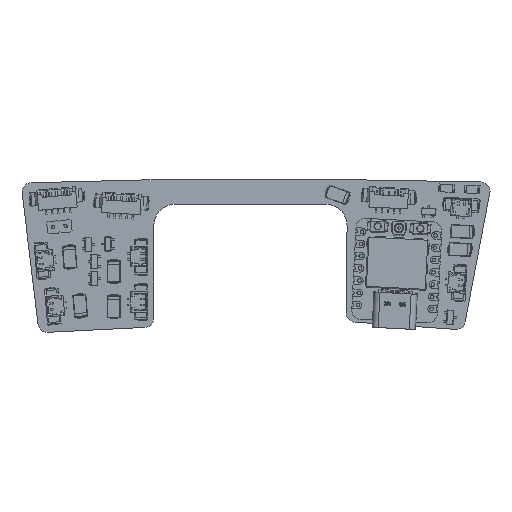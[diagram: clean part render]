
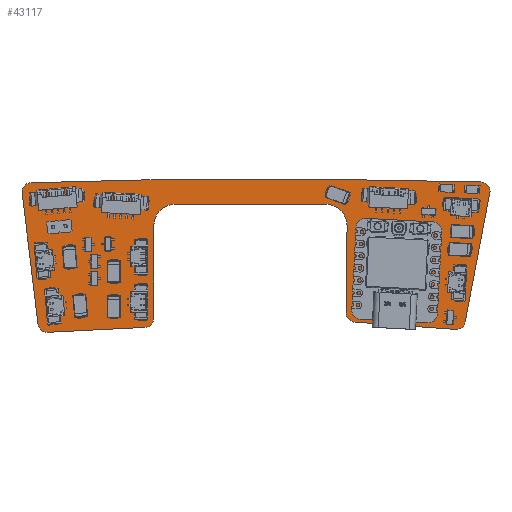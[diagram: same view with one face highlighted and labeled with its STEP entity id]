
A CAD part, top view. The second image highlights one B-rep face of the part: STEP entity #43117.
In plain terms, the highlighted planar face has unit normal (0, 0, 1).
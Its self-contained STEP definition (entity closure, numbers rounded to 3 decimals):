
#42862 = VERTEX_POINT('',#42863);
#42863 = CARTESIAN_POINT('',(46.558,15.353,0.09));
#42869 = EDGE_CURVE('',#42862,#42870,#42872,.T.);
#42870 = VERTEX_POINT('',#42871);
#42871 = CARTESIAN_POINT('',(48.463,13.448,0.09));
#42872 = CIRCLE('',#42873,1.905);
#42873 = AXIS2_PLACEMENT_3D('',#42874,#42875,#42876);
#42874 = CARTESIAN_POINT('',(46.558,13.448,0.09));
#42875 = DIRECTION('',(0.,0.,-1.));
#42876 = DIRECTION('',(0.,1.,0.));
#42904 = VERTEX_POINT('',#42905);
#42905 = CARTESIAN_POINT('',(18.949,15.812,0.09));
#42911 = EDGE_CURVE('',#42904,#42862,#42912,.T.);
#42912 = LINE('',#42913,#42914);
#42913 = CARTESIAN_POINT('',(18.949,15.812,0.09));
#42914 = VECTOR('',#42915,1.);
#42915 = DIRECTION('',(1.,-0.017,0.));
#42933 = EDGE_CURVE('',#42870,#42934,#42936,.T.);
#42934 = VERTEX_POINT('',#42935);
#42935 = CARTESIAN_POINT('',(43.383,-13.321,0.09));
#42936 = LINE('',#42937,#42938);
#42937 = CARTESIAN_POINT('',(48.463,13.448,0.09));
#42938 = VECTOR('',#42939,1.);
#42939 = DIRECTION('',(-0.186,-0.982,0.));
#43117 = ADVANCED_FACE('',(#43118,#43248,#43259),#43270,.T.);
#43118 = FACE_BOUND('',#43119,.T.);
#43119 = EDGE_LOOP('',(#43120,#43121,#43122,#43130,#43138,#43147,#43155,
    #43164,#43172,#43181,#43189,#43198,#43206,#43215,#43223,#43232,
    #43240,#43247));
#43120 = ORIENTED_EDGE('',*,*,#42869,.F.);
#43121 = ORIENTED_EDGE('',*,*,#42911,.F.);
#43122 = ORIENTED_EDGE('',*,*,#43123,.F.);
#43123 = EDGE_CURVE('',#43124,#42904,#43126,.T.);
#43124 = VERTEX_POINT('',#43125);
#43125 = CARTESIAN_POINT('',(-20.929,15.812,0.09));
#43126 = LINE('',#43127,#43128);
#43127 = CARTESIAN_POINT('',(-20.929,15.812,0.09));
#43128 = VECTOR('',#43129,1.);
#43129 = DIRECTION('',(1.,0.,0.));
#43130 = ORIENTED_EDGE('',*,*,#43131,.F.);
#43131 = EDGE_CURVE('',#43132,#43124,#43134,.T.);
#43132 = VERTEX_POINT('',#43133);
#43133 = CARTESIAN_POINT('',(-46.583,15.177,0.09));
#43134 = LINE('',#43135,#43136);
#43135 = CARTESIAN_POINT('',(-46.583,15.177,0.09));
#43136 = VECTOR('',#43137,1.);
#43137 = DIRECTION('',(1.,0.025,0.));
#43138 = ORIENTED_EDGE('',*,*,#43139,.F.);
#43139 = EDGE_CURVE('',#43140,#43132,#43142,.T.);
#43140 = VERTEX_POINT('',#43141);
#43141 = CARTESIAN_POINT('',(-48.488,13.272,0.09));
#43142 = CIRCLE('',#43143,1.905);
#43143 = AXIS2_PLACEMENT_3D('',#43144,#43145,#43146);
#43144 = CARTESIAN_POINT('',(-46.583,13.271,0.09));
#43145 = DIRECTION('',(0.,0.,-1.));
#43146 = DIRECTION('',(-1.,0.,0.));
#43147 = ORIENTED_EDGE('',*,*,#43148,.F.);
#43148 = EDGE_CURVE('',#43149,#43140,#43151,.T.);
#43149 = VERTEX_POINT('',#43150);
#43150 = CARTESIAN_POINT('',(-45.186,-13.907,0.09));
#43151 = LINE('',#43152,#43153);
#43152 = CARTESIAN_POINT('',(-45.186,-13.907,0.09));
#43153 = VECTOR('',#43154,1.);
#43154 = DIRECTION('',(-0.121,0.993,0.));
#43155 = ORIENTED_EDGE('',*,*,#43156,.F.);
#43156 = EDGE_CURVE('',#43157,#43149,#43159,.T.);
#43157 = VERTEX_POINT('',#43158);
#43158 = CARTESIAN_POINT('',(-43.281,-15.812,0.09));
#43159 = CIRCLE('',#43160,1.905);
#43160 = AXIS2_PLACEMENT_3D('',#43161,#43162,#43163);
#43161 = CARTESIAN_POINT('',(-43.281,-13.906,0.09));
#43162 = DIRECTION('',(0.,0.,-1.));
#43163 = DIRECTION('',(0.,-1.,-0.));
#43164 = ORIENTED_EDGE('',*,*,#43165,.F.);
#43165 = EDGE_CURVE('',#43166,#43157,#43168,.T.);
#43166 = VERTEX_POINT('',#43167);
#43167 = CARTESIAN_POINT('',(-23.088,-14.796,0.09));
#43168 = LINE('',#43169,#43170);
#43169 = CARTESIAN_POINT('',(-23.088,-14.796,0.09));
#43170 = VECTOR('',#43171,1.);
#43171 = DIRECTION('',(-0.999,-0.05,0.));
#43172 = ORIENTED_EDGE('',*,*,#43173,.F.);
#43173 = EDGE_CURVE('',#43174,#43166,#43176,.T.);
#43174 = VERTEX_POINT('',#43175);
#43175 = CARTESIAN_POINT('',(-21.183,-12.891,0.09));
#43176 = CIRCLE('',#43177,1.905);
#43177 = AXIS2_PLACEMENT_3D('',#43178,#43179,#43180);
#43178 = CARTESIAN_POINT('',(-23.088,-12.89,0.09));
#43179 = DIRECTION('',(0.,0.,-1.));
#43180 = DIRECTION('',(1.,0.,0.));
#43181 = ORIENTED_EDGE('',*,*,#43182,.F.);
#43182 = EDGE_CURVE('',#43183,#43174,#43185,.T.);
#43183 = VERTEX_POINT('',#43184);
#43184 = CARTESIAN_POINT('',(-21.183,6.287,0.09));
#43185 = LINE('',#43186,#43187);
#43186 = CARTESIAN_POINT('',(-21.183,6.287,0.09));
#43187 = VECTOR('',#43188,1.);
#43188 = DIRECTION('',(0.,-1.,0.));
#43189 = ORIENTED_EDGE('',*,*,#43190,.F.);
#43190 = EDGE_CURVE('',#43191,#43183,#43193,.T.);
#43191 = VERTEX_POINT('',#43192);
#43192 = CARTESIAN_POINT('',(-16.738,10.732,0.09));
#43193 = CIRCLE('',#43194,4.445);
#43194 = AXIS2_PLACEMENT_3D('',#43195,#43196,#43197);
#43195 = CARTESIAN_POINT('',(-16.738,6.287,0.09));
#43196 = DIRECTION('',(0.,0.,1.));
#43197 = DIRECTION('',(0.,1.,-0.));
#43198 = ORIENTED_EDGE('',*,*,#43199,.F.);
#43199 = EDGE_CURVE('',#43200,#43191,#43202,.T.);
#43200 = VERTEX_POINT('',#43201);
#43201 = CARTESIAN_POINT('',(14.409,10.731,0.09));
#43202 = LINE('',#43203,#43204);
#43203 = CARTESIAN_POINT('',(14.409,10.731,0.09));
#43204 = VECTOR('',#43205,1.);
#43205 = DIRECTION('',(-1.,0.,0.));
#43206 = ORIENTED_EDGE('',*,*,#43207,.F.);
#43207 = EDGE_CURVE('',#43208,#43200,#43210,.T.);
#43208 = VERTEX_POINT('',#43209);
#43209 = CARTESIAN_POINT('',(18.854,6.287,0.09));
#43210 = CIRCLE('',#43211,4.445);
#43211 = AXIS2_PLACEMENT_3D('',#43212,#43213,#43214);
#43212 = CARTESIAN_POINT('',(14.409,6.287,0.09));
#43213 = DIRECTION('',(0.,0.,1.));
#43214 = DIRECTION('',(1.,0.,0.));
#43215 = ORIENTED_EDGE('',*,*,#43216,.F.);
#43216 = EDGE_CURVE('',#43217,#43208,#43219,.T.);
#43217 = VERTEX_POINT('',#43218);
#43218 = CARTESIAN_POINT('',(18.645,-11.798,0.09));
#43219 = LINE('',#43220,#43221);
#43220 = CARTESIAN_POINT('',(18.645,-11.798,0.09));
#43221 = VECTOR('',#43222,1.);
#43222 = DIRECTION('',(0.012,1.,0.));
#43223 = ORIENTED_EDGE('',*,*,#43224,.F.);
#43224 = EDGE_CURVE('',#43225,#43217,#43227,.T.);
#43225 = VERTEX_POINT('',#43226);
#43226 = CARTESIAN_POINT('',(20.55,-13.702,0.09));
#43227 = CIRCLE('',#43228,1.905);
#43228 = AXIS2_PLACEMENT_3D('',#43229,#43230,#43231);
#43229 = CARTESIAN_POINT('',(20.55,-11.797,0.09));
#43230 = DIRECTION('',(0.,0.,-1.));
#43231 = DIRECTION('',(0.,-1.,-0.));
#43232 = ORIENTED_EDGE('',*,*,#43233,.F.);
#43233 = EDGE_CURVE('',#43234,#43225,#43236,.T.);
#43234 = VERTEX_POINT('',#43235);
#43235 = CARTESIAN_POINT('',(41.478,-15.226,0.09));
#43236 = LINE('',#43237,#43238);
#43237 = CARTESIAN_POINT('',(41.478,-15.226,0.09));
#43238 = VECTOR('',#43239,1.);
#43239 = DIRECTION('',(-0.997,0.073,0.));
#43240 = ORIENTED_EDGE('',*,*,#43241,.F.);
#43241 = EDGE_CURVE('',#42934,#43234,#43242,.T.);
#43242 = CIRCLE('',#43243,1.905);
#43243 = AXIS2_PLACEMENT_3D('',#43244,#43245,#43246);
#43244 = CARTESIAN_POINT('',(41.478,-13.321,0.09));
#43245 = DIRECTION('',(0.,0.,-1.));
#43246 = DIRECTION('',(1.,0.,0.));
#43247 = ORIENTED_EDGE('',*,*,#42933,.F.);
#43248 = FACE_BOUND('',#43249,.T.);
#43249 = EDGE_LOOP('',(#43250));
#43250 = ORIENTED_EDGE('',*,*,#43251,.T.);
#43251 = EDGE_CURVE('',#43252,#43252,#43254,.T.);
#43252 = VERTEX_POINT('',#43253);
#43253 = CARTESIAN_POINT('',(-42.001,5.438,0.09));
#43254 = CIRCLE('',#43255,0.5);
#43255 = AXIS2_PLACEMENT_3D('',#43256,#43257,#43258);
#43256 = CARTESIAN_POINT('',(-42.001,5.938,0.09));
#43257 = DIRECTION('',(-0.,0.,-1.));
#43258 = DIRECTION('',(-0.,-1.,0.));
#43259 = FACE_BOUND('',#43260,.T.);
#43260 = EDGE_LOOP('',(#43261));
#43261 = ORIENTED_EDGE('',*,*,#43262,.T.);
#43262 = EDGE_CURVE('',#43263,#43263,#43265,.T.);
#43263 = VERTEX_POINT('',#43264);
#43264 = CARTESIAN_POINT('',(-39.471,5.66,0.09));
#43265 = CIRCLE('',#43266,0.5);
#43266 = AXIS2_PLACEMENT_3D('',#43267,#43268,#43269);
#43267 = CARTESIAN_POINT('',(-39.471,6.16,0.09));
#43268 = DIRECTION('',(-0.,0.,-1.));
#43269 = DIRECTION('',(-0.,-1.,0.));
#43270 = PLANE('',#43271);
#43271 = AXIS2_PLACEMENT_3D('',#43272,#43273,#43274);
#43272 = CARTESIAN_POINT('',(0.,0.,0.09));
#43273 = DIRECTION('',(0.,0.,1.));
#43274 = DIRECTION('',(1.,0.,-0.));
